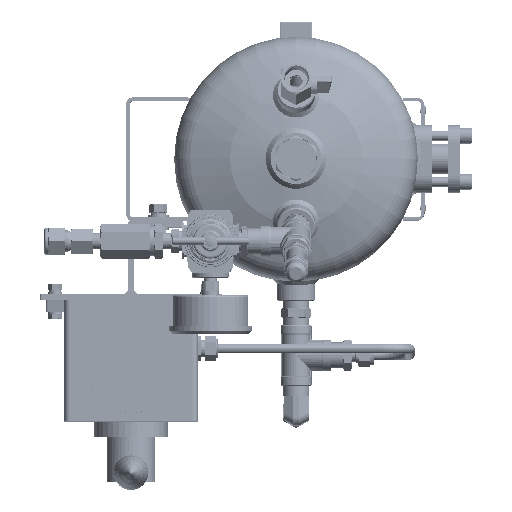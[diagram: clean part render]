
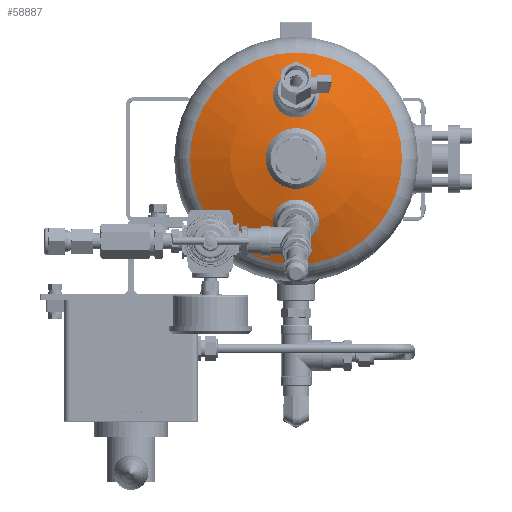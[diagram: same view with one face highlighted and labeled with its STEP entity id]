
A CAD part, top view. The second image highlights one B-rep face of the part: STEP entity #58887.
In plain terms, the highlighted spherical face has radius 202.3 mm.
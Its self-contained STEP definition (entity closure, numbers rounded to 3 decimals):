
#599=SPHERICAL_SURFACE('',#69828,202.3);
#14515=ORIENTED_EDGE('',*,*,#31839,.T.);
#14516=ORIENTED_EDGE('',*,*,#31843,.T.);
#14517=ORIENTED_EDGE('',*,*,#31844,.F.);
#14518=ORIENTED_EDGE('',*,*,#31845,.F.);
#31839=EDGE_CURVE('',#40564,#40564,#46589,.T.);
#31843=EDGE_CURVE('',#40568,#40568,#46593,.T.);
#31844=EDGE_CURVE('',#40569,#40569,#46594,.T.);
#31845=EDGE_CURVE('',#40570,#40570,#46595,.F.);
#40564=VERTEX_POINT('',#92297);
#40568=VERTEX_POINT('',#92307);
#40569=VERTEX_POINT('',#92309);
#40570=VERTEX_POINT('',#92311);
#46589=CIRCLE('',#69823,15.);
#46593=CIRCLE('',#69829,15.);
#46594=CIRCLE('',#69830,87.326);
#46595=CIRCLE('',#69831,20.);
#48775=EDGE_LOOP('',(#14515));
#48776=EDGE_LOOP('',(#14516));
#48777=EDGE_LOOP('',(#14517));
#48778=EDGE_LOOP('',(#14518));
#53430=FACE_BOUND('',#48775,.T.);
#53431=FACE_BOUND('',#48776,.T.);
#53432=FACE_BOUND('',#48777,.T.);
#53433=FACE_BOUND('',#48778,.T.);
#58887=ADVANCED_FACE('',(#53430,#53431,#53432,#53433),#599,.T.);
#69823=AXIS2_PLACEMENT_3D('',#92296,#76185,#76186);
#69828=AXIS2_PLACEMENT_3D('',#92305,#76195,#76196);
#69829=AXIS2_PLACEMENT_3D('',#92306,#76197,#76198);
#69830=AXIS2_PLACEMENT_3D('',#92308,#76199,#76200);
#69831=AXIS2_PLACEMENT_3D('',#92310,#76201,#76202);
#76185=DIRECTION('',(0.259,0.,-0.966));
#76186=DIRECTION('',(0.966,0.,0.259));
#76195=DIRECTION('',(0.,0.,-1.));
#76196=DIRECTION('',(1.,0.,0.));
#76197=DIRECTION('',(-0.259,0.,-0.966));
#76198=DIRECTION('',(-0.966,0.,0.259));
#76199=DIRECTION('',(0.,0.,-1.));
#76200=DIRECTION('',(-1.,0.,0.));
#76201=DIRECTION('',(0.,0.,-1.));
#76202=DIRECTION('',(-1.,0.,0.));
#92296=CARTESIAN_POINT('',(-52.215,0.,46.028));
#92297=CARTESIAN_POINT('',(-37.726,0.,49.911));
#92305=CARTESIAN_POINT('',(0.,0.,-148.841));
#92306=CARTESIAN_POINT('',(52.215,0.,46.028));
#92307=CARTESIAN_POINT('',(37.726,0.,49.911));
#92308=CARTESIAN_POINT('',(0.,0.,33.641));
#92309=CARTESIAN_POINT('',(-87.326,0.,33.641));
#92310=CARTESIAN_POINT('',(0.,0.,52.468));
#92311=CARTESIAN_POINT('',(-20.,0.,52.468));
